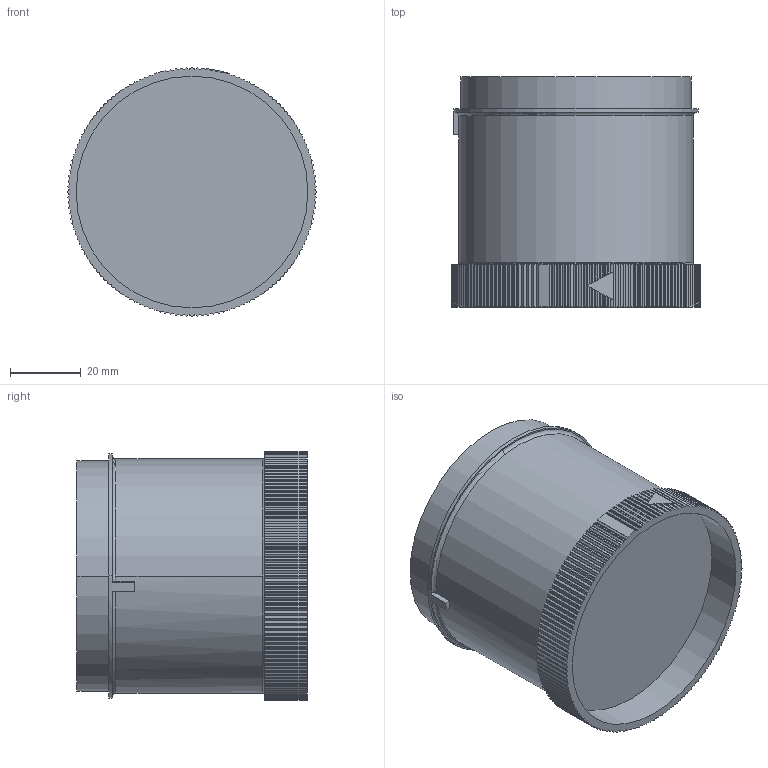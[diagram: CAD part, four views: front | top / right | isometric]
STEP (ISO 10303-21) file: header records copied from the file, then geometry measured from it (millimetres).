
FILE_DESCRIPTION((''),'2;1');
FILE_NAME('CAD1389_SW0001','2012-03-15T',('dhelisch'),(''),'PRO/ENGINEER BY PARAMETRIC TECHNOLOGY CORPORATION, 2007250','PRO/ENGINEER BY PARAMETRIC TECHNOLOGY CORPORATION, 2007250','');
FILE_SCHEMA(('CONFIG_CONTROL_DESIGN'));
Length unit declared in the file: millimetre
Products named in the file (1): CAD1389_SW0001
Bounding box: 70.15 x 65 x 70.15 mm (x, y, z)
Surface area: 23983.2 mm2 (no closed solid volume)
Topology: 0 solids, 1 shells, 614 faces, 2139 edges, 1522 vertices
Faces by surface type: plane 313, cylinder 296, torus 5
Entity records: 28287 total; most frequent: CARTESIAN_POINT 4458, ORIENTED_EDGE 4230, DIRECTION 4207, EDGE_CURVE 2139, VERTEX_POINT 1522, AXIS2_PLACEMENT_3D 1506, VECTOR 1195, LINE 1195
